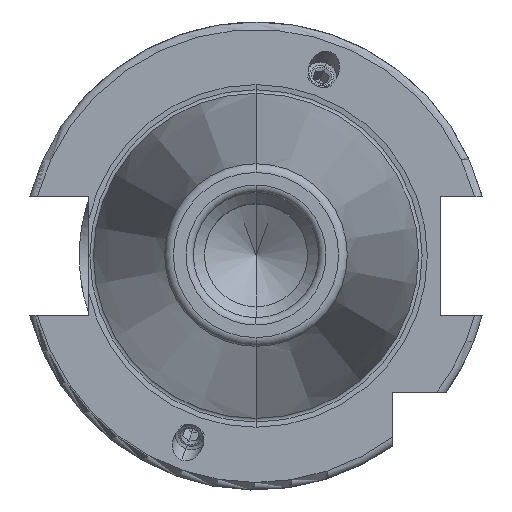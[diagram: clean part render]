
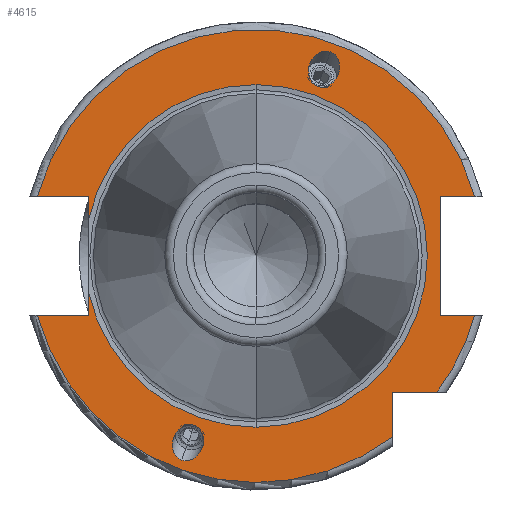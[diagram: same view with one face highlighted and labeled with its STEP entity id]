
A CAD part, top view. The second image highlights one B-rep face of the part: STEP entity #4615.
In plain terms, the highlighted planar face has unit normal (0, 0, 1).
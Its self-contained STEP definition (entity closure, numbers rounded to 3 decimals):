
#301=CARTESIAN_POINT('',(0,0,18.1));
#302=DIRECTION('',(0,0,1));
#303=DIRECTION('',(0,1,0));
#304=AXIS2_PLACEMENT_3D('',#301,#302,#303);
#314=CARTESIAN_POINT('',(0,0,18.1));
#315=DIRECTION('',(0,0,1));
#316=DIRECTION('',(-0.976,-0.22,0));
#317=AXIS2_PLACEMENT_3D('',#314,#315,#316);
#1552=DIRECTION('',(1,0,0));
#1553=VECTOR('',#1552,7.004);
#1554=CARTESIAN_POINT('',(-29.704,-8.05,18.1));
#1555=LINE('',#1554,#1553);
#1556=DIRECTION('',(0,1,0));
#1557=VECTOR('',#1556,2.939);
#1558=CARTESIAN_POINT('',(-22.7,-8.05,18.1));
#1559=LINE('',#1558,#1557);
#1560=DIRECTION('',(0,1,0));
#1561=VECTOR('',#1560,2.939);
#1562=CARTESIAN_POINT('',(-22.7,5.111,18.1));
#1563=LINE('',#1562,#1561);
#1564=DIRECTION('',(1,0,0));
#1565=VECTOR('',#1564,7.004);
#1566=CARTESIAN_POINT('',(-29.704,8.05,18.1));
#1567=LINE('',#1566,#1565);
#1568=DIRECTION('',(-1,0,0));
#1569=VECTOR('',#1568,4.704);
#1570=CARTESIAN_POINT('',(29.704,8.05,18.1));
#1571=LINE('',#1570,#1569);
#1572=DIRECTION('',(0,-1,0));
#1573=VECTOR('',#1572,16.1);
#1574=CARTESIAN_POINT('',(25,8.05,18.1));
#1575=LINE('',#1574,#1573);
#1576=DIRECTION('',(-1,0,0));
#1577=VECTOR('',#1576,4.704);
#1578=CARTESIAN_POINT('',(29.704,-8.05,18.1));
#1579=LINE('',#1578,#1577);
#1580=CARTESIAN_POINT('',(0,0,18.1));
#1581=DIRECTION('',(0,0,1));
#1582=DIRECTION('',(0.799,-0.601,0));
#1583=AXIS2_PLACEMENT_3D('',#1580,#1581,#1582);
#1585=DIRECTION('',(-1,0,0));
#1586=VECTOR('',#1585,6.094);
#1587=CARTESIAN_POINT('',(24.594,-18.5,18.1));
#1588=LINE('',#1587,#1586);
#1589=DIRECTION('',(0,1,0));
#1590=VECTOR('',#1589,6.094);
#1591=CARTESIAN_POINT('',(18.5,-24.594,18.1));
#1592=LINE('',#1591,#1590);
#1593=CARTESIAN_POINT('',(8.379,23.02,18.1));
#1594=CARTESIAN_POINT('',(8.152,23.103,18.1));
#1595=CARTESIAN_POINT('',(7.698,23.381,18.1));
#1596=CARTESIAN_POINT('',(7.208,24.17,18.1));
#1597=CARTESIAN_POINT('',(7.094,25.,18.1));
#1598=CARTESIAN_POINT('',(7.174,25.641,18.1));
#1599=CARTESIAN_POINT('',(7.298,26.077,18.1));
#1600=CARTESIAN_POINT('',(7.483,26.49,18.1));
#1601=CARTESIAN_POINT('',(7.834,27.033,18.1));
#1602=CARTESIAN_POINT('',(8.455,27.594,18.1));
#1603=CARTESIAN_POINT('',(9.337,27.884,18.1));
#1604=CARTESIAN_POINT('',(9.863,27.806,18.1));
#1605=CARTESIAN_POINT('',(10.09,27.723,18.1));
#1607=CARTESIAN_POINT('',(10.09,27.723,18.1));
#1608=CARTESIAN_POINT('',(10.318,27.641,18.1));
#1609=CARTESIAN_POINT('',(10.771,27.362,18.1));
#1610=CARTESIAN_POINT('',(11.261,26.573,18.1));
#1611=CARTESIAN_POINT('',(11.375,25.744,18.1));
#1612=CARTESIAN_POINT('',(11.295,25.103,18.1));
#1613=CARTESIAN_POINT('',(11.171,24.667,18.1));
#1614=CARTESIAN_POINT('',(10.986,24.253,18.1));
#1615=CARTESIAN_POINT('',(10.635,23.711,18.1));
#1616=CARTESIAN_POINT('',(10.014,23.149,18.1));
#1617=CARTESIAN_POINT('',(9.133,22.859,18.1));
#1618=CARTESIAN_POINT('',(8.606,22.937,18.1));
#1619=CARTESIAN_POINT('',(8.379,23.02,18.1));
#1621=CARTESIAN_POINT('',(-8.379,-23.02,18.1));
#1622=CARTESIAN_POINT('',(-8.606,-22.937,18.1));
#1623=CARTESIAN_POINT('',(-9.133,-22.859,18.1));
#1624=CARTESIAN_POINT('',(-10.014,-23.149,18.1));
#1625=CARTESIAN_POINT('',(-10.635,-23.711,18.1));
#1626=CARTESIAN_POINT('',(-10.986,-24.253,18.1));
#1627=CARTESIAN_POINT('',(-11.171,-24.667,18.1));
#1628=CARTESIAN_POINT('',(-11.295,-25.103,18.1));
#1629=CARTESIAN_POINT('',(-11.375,-25.744,18.1));
#1630=CARTESIAN_POINT('',(-11.261,-26.573,18.1));
#1631=CARTESIAN_POINT('',(-10.771,-27.362,18.1));
#1632=CARTESIAN_POINT('',(-10.318,-27.641,18.1));
#1633=CARTESIAN_POINT('',(-10.09,-27.723,18.1));
#1635=CARTESIAN_POINT('',(-10.09,-27.723,18.1));
#1636=CARTESIAN_POINT('',(-9.863,-27.806,18.1));
#1637=CARTESIAN_POINT('',(-9.337,-27.884,18.1));
#1638=CARTESIAN_POINT('',(-8.455,-27.594,18.1));
#1639=CARTESIAN_POINT('',(-7.834,-27.033,18.1));
#1640=CARTESIAN_POINT('',(-7.483,-26.49,18.1));
#1641=CARTESIAN_POINT('',(-7.298,-26.077,18.1));
#1642=CARTESIAN_POINT('',(-7.174,-25.641,18.1));
#1643=CARTESIAN_POINT('',(-7.094,-25.,18.1));
#1644=CARTESIAN_POINT('',(-7.208,-24.17,18.1));
#1645=CARTESIAN_POINT('',(-7.698,-23.381,18.1));
#1646=CARTESIAN_POINT('',(-8.152,-23.103,18.1));
#1647=CARTESIAN_POINT('',(-8.379,-23.02,18.1));
#1649=CARTESIAN_POINT('',(0,0,18.1));
#1650=DIRECTION('',(0,0,-1));
#1651=DIRECTION('',(0,1,0));
#1652=AXIS2_PLACEMENT_3D('',#1649,#1650,#1651);
#1677=CARTESIAN_POINT('',(0,0,18.1));
#1678=DIRECTION('',(0,0,1));
#1679=DIRECTION('',(0.965,0.262,0));
#1680=AXIS2_PLACEMENT_3D('',#1677,#1678,#1679);
#1728=CARTESIAN_POINT('',(0,0,18.1));
#1729=DIRECTION('',(0,0,1));
#1730=DIRECTION('',(-0.965,-0.262,0));
#1731=AXIS2_PLACEMENT_3D('',#1728,#1729,#1730);
#2719=CARTESIAN_POINT('',(-29.704,-8.05,18.1));
#2720=CARTESIAN_POINT('',(-22.7,-8.05,18.1));
#2721=VERTEX_POINT('',#2719);
#2722=VERTEX_POINT('',#2720);
#2723=CARTESIAN_POINT('',(-22.7,-5.111,18.1));
#2724=VERTEX_POINT('',#2723);
#2725=CARTESIAN_POINT('',(-22.7,5.111,18.1));
#2726=CARTESIAN_POINT('',(-22.7,8.05,18.1));
#2727=VERTEX_POINT('',#2725);
#2728=VERTEX_POINT('',#2726);
#2729=CARTESIAN_POINT('',(-29.704,8.05,18.1));
#2730=VERTEX_POINT('',#2729);
#2731=CARTESIAN_POINT('',(25,8.05,18.1));
#2732=CARTESIAN_POINT('',(25,-8.05,18.1));
#2733=VERTEX_POINT('',#2731);
#2734=VERTEX_POINT('',#2732);
#2735=CARTESIAN_POINT('',(29.704,-8.05,18.1));
#2736=VERTEX_POINT('',#2735);
#2737=CARTESIAN_POINT('',(29.704,8.05,18.1));
#2738=VERTEX_POINT('',#2737);
#2739=CARTESIAN_POINT('',(18.5,-24.594,18.1));
#2740=CARTESIAN_POINT('',(18.5,-18.5,18.1));
#2741=VERTEX_POINT('',#2739);
#2742=VERTEX_POINT('',#2740);
#2743=CARTESIAN_POINT('',(24.594,-18.5,18.1));
#2744=VERTEX_POINT('',#2743);
#2793=CARTESIAN_POINT('',(0,23.268,18.1));
#2794=VERTEX_POINT('',#2793);
#2795=CARTESIAN_POINT('',(0,-23.268,18.1));
#2796=VERTEX_POINT('',#2795);
#2837=CARTESIAN_POINT('',(8.379,23.02,18.1));
#2839=VERTEX_POINT('',#2837);
#2845=VERTEX_POINT('',#1605);
#2866=CARTESIAN_POINT('',(-8.379,-23.02,18.1));
#2868=VERTEX_POINT('',#2866);
#2874=CARTESIAN_POINT('',(-10.09,-27.723,18.1));
#2875=VERTEX_POINT('',#2874);
#4576=CARTESIAN_POINT('',(0,0,18.1));
#4577=DIRECTION('',(0,0,-1));
#4578=DIRECTION('',(0,-1,0));
#4579=AXIS2_PLACEMENT_3D('',#4576,#4577,#4578);
#4580=PLANE('',#4579);
#4581=ORIENTED_EDGE('',*,*,#3475,.T.);
#4582=ORIENTED_EDGE('',*,*,#3460,.T.);
#4583=ORIENTED_EDGE('',*,*,#3433,.T.);
#4585=ORIENTED_EDGE('',*,*,#4584,.F.);
#4586=ORIENTED_EDGE('',*,*,#3426,.T.);
#4587=ORIENTED_EDGE('',*,*,#3457,.T.);
#4588=ORIENTED_EDGE('',*,*,#3760,.F.);
#4590=ORIENTED_EDGE('',*,*,#4589,.F.);
#4591=ORIENTED_EDGE('',*,*,#4300,.T.);
#4593=ORIENTED_EDGE('',*,*,#4592,.T.);
#4594=ORIENTED_EDGE('',*,*,#3821,.F.);
#4596=ORIENTED_EDGE('',*,*,#4595,.F.);
#4597=ORIENTED_EDGE('',*,*,#4567,.T.);
#4598=ORIENTED_EDGE('',*,*,#4207,.F.);
#4600=ORIENTED_EDGE('',*,*,#4599,.F.);
#4601=EDGE_LOOP('',(#4581,#4582,#4583,#4585,#4586,#4587,#4588,#4590,#4591,#4593,
#4594,#4596,#4597,#4598,#4600));
#4602=FACE_OUTER_BOUND('',#4601,.F.);
#4604=ORIENTED_EDGE('',*,*,#4603,.F.);
#4606=ORIENTED_EDGE('',*,*,#4605,.F.);
#4607=EDGE_LOOP('',(#4604,#4606));
#4608=FACE_BOUND('',#4607,.F.);
#4610=ORIENTED_EDGE('',*,*,#4609,.T.);
#4612=ORIENTED_EDGE('',*,*,#4611,.T.);
#4613=EDGE_LOOP('',(#4610,#4612));
#4614=FACE_BOUND('',#4613,.F.);
#4615=ADVANCED_FACE('',(#4602,#4608,#4614),#4580,.F.);
#305=CIRCLE('',#304,23.268);
#318=CIRCLE('',#317,23.268);
#1584=CIRCLE('',#1583,30.775);
#1606=B_SPLINE_CURVE_WITH_KNOTS('',3,(#1593,#1594,#1595,#1596,#1597,#1598,#1599,
#1600,#1601,#1602,#1603,#1604,#1605),.UNSPECIFIED.,.F.,.F.,(4,1,1,1,1,1,1,1,1,1,
4),(0,0.125,0.25,0.375,0.438,0.5,0.563,0.625,0.75,0.875,
1.0),.UNSPECIFIED.);
#1620=B_SPLINE_CURVE_WITH_KNOTS('',3,(#1607,#1608,#1609,#1610,#1611,#1612,#1613,
#1614,#1615,#1616,#1617,#1618,#1619),.UNSPECIFIED.,.F.,.F.,(4,1,1,1,1,1,1,1,1,1,
4),(0,0.125,0.25,0.375,0.438,0.5,0.563,0.625,0.75,0.875,
1.0),.UNSPECIFIED.);
#1634=B_SPLINE_CURVE_WITH_KNOTS('',3,(#1621,#1622,#1623,#1624,#1625,#1626,#1627,
#1628,#1629,#1630,#1631,#1632,#1633),.UNSPECIFIED.,.F.,.F.,(4,1,1,1,1,1,1,1,1,1,
4),(0,0.125,0.25,0.375,0.438,0.5,0.563,0.625,0.75,0.875,
1.0),.UNSPECIFIED.);
#1648=B_SPLINE_CURVE_WITH_KNOTS('',3,(#1635,#1636,#1637,#1638,#1639,#1640,#1641,
#1642,#1643,#1644,#1645,#1646,#1647),.UNSPECIFIED.,.F.,.F.,(4,1,1,1,1,1,1,1,1,1,
4),(0,0.125,0.25,0.375,0.438,0.5,0.563,0.625,0.75,0.875,
1.0),.UNSPECIFIED.);
#1653=CIRCLE('',#1652,23.268);
#1681=CIRCLE('',#1680,30.775);
#1732=CIRCLE('',#1731,30.775);
#3426=EDGE_CURVE('',#2794,#2727,#305,.T.);
#3433=EDGE_CURVE('',#2724,#2796,#318,.T.);
#3457=EDGE_CURVE('',#2727,#2728,#1563,.T.);
#3460=EDGE_CURVE('',#2722,#2724,#1559,.T.);
#3475=EDGE_CURVE('',#2721,#2722,#1555,.T.);
#3760=EDGE_CURVE('',#2730,#2728,#1567,.T.);
#3821=EDGE_CURVE('',#2736,#2734,#1579,.T.);
#4207=EDGE_CURVE('',#2741,#2742,#1592,.T.);
#4300=EDGE_CURVE('',#2738,#2733,#1571,.T.);
#4567=EDGE_CURVE('',#2744,#2742,#1588,.T.);
#4584=EDGE_CURVE('',#2794,#2796,#1653,.T.);
#4589=EDGE_CURVE('',#2738,#2730,#1681,.T.);
#4592=EDGE_CURVE('',#2733,#2734,#1575,.T.);
#4595=EDGE_CURVE('',#2744,#2736,#1584,.T.);
#4599=EDGE_CURVE('',#2721,#2741,#1732,.T.);
#4603=EDGE_CURVE('',#2839,#2845,#1606,.T.);
#4605=EDGE_CURVE('',#2845,#2839,#1620,.T.);
#4609=EDGE_CURVE('',#2868,#2875,#1634,.T.);
#4611=EDGE_CURVE('',#2875,#2868,#1648,.T.);
